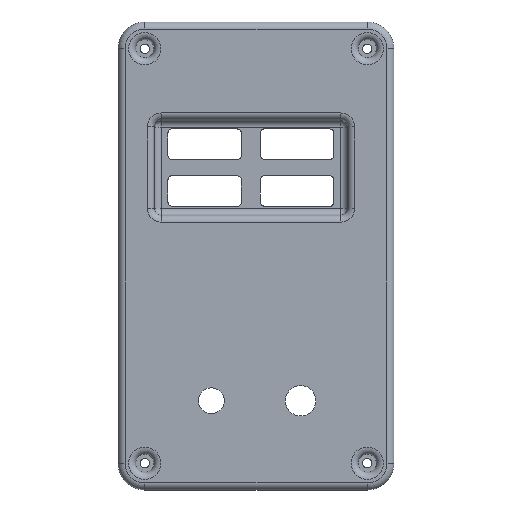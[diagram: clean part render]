
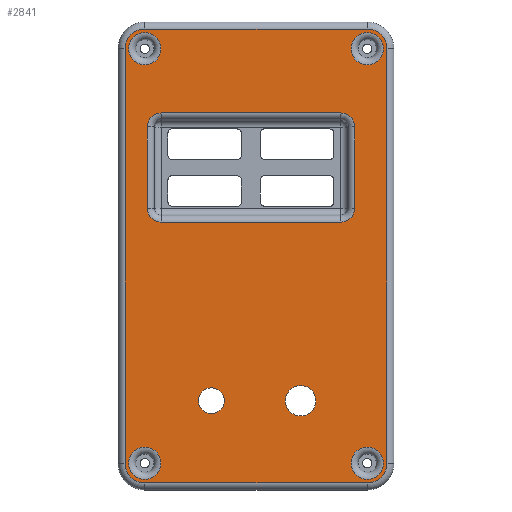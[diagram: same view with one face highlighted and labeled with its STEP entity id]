
A CAD part, top view. The second image highlights one B-rep face of the part: STEP entity #2841.
In plain terms, the highlighted planar face has unit normal (0, 0, 1).
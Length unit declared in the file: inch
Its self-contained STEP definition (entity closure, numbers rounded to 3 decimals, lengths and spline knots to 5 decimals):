
#134=FACE_BOUND('',#597,.T.);
#135=FACE_BOUND('',#598,.T.);
#136=FACE_BOUND('',#599,.T.);
#137=FACE_BOUND('',#600,.T.);
#138=FACE_BOUND('',#601,.T.);
#139=FACE_BOUND('',#602,.T.);
#140=FACE_BOUND('',#603,.T.);
#161=CIRCLE('',#3000,0.25591);
#162=CIRCLE('',#3002,0.21654);
#227=CIRCLE('',#3097,0.27165);
#231=CIRCLE('',#3102,0.33071);
#232=CIRCLE('',#3103,0.33071);
#233=CIRCLE('',#3104,0.33071);
#234=CIRCLE('',#3105,0.33071);
#235=CIRCLE('',#3106,0.27165);
#236=CIRCLE('',#3107,0.27165);
#237=CIRCLE('',#3108,0.23622);
#238=CIRCLE('',#3109,0.23622);
#239=CIRCLE('',#3110,0.23622);
#240=CIRCLE('',#3111,0.23622);
#241=CIRCLE('',#3112,0.27165);
#417=FACE_OUTER_BOUND('',#596,.T.);
#596=EDGE_LOOP('',(#2130,#2131,#2132,#2133,#2134,#2135,#2136,#2137));
#597=EDGE_LOOP('',(#2138));
#598=EDGE_LOOP('',(#2139));
#599=EDGE_LOOP('',(#2140));
#600=EDGE_LOOP('',(#2141));
#601=EDGE_LOOP('',(#2142,#2143,#2144,#2145,#2146,#2147,#2148,#2149));
#602=EDGE_LOOP('',(#2150));
#603=EDGE_LOOP('',(#2151));
#813=LINE('',#4724,#1035);
#814=LINE('',#4728,#1036);
#815=LINE('',#4732,#1037);
#816=LINE('',#4736,#1038);
#817=LINE('',#4746,#1039);
#818=LINE('',#4750,#1040);
#819=LINE('',#4754,#1041);
#820=LINE('',#4757,#1042);
#1035=VECTOR('',#3665,0.3937);
#1036=VECTOR('',#3668,0.3937);
#1037=VECTOR('',#3671,0.3937);
#1038=VECTOR('',#3674,0.3937);
#1039=VECTOR('',#3683,0.3937);
#1040=VECTOR('',#3686,0.3937);
#1041=VECTOR('',#3689,0.3937);
#1042=VECTOR('',#3692,0.3937);
#1211=VERTEX_POINT('',#4397);
#1212=VERTEX_POINT('',#4401);
#1275=VERTEX_POINT('',#4714);
#1278=VERTEX_POINT('',#4722);
#1279=VERTEX_POINT('',#4723);
#1280=VERTEX_POINT('',#4725);
#1281=VERTEX_POINT('',#4727);
#1282=VERTEX_POINT('',#4729);
#1283=VERTEX_POINT('',#4731);
#1284=VERTEX_POINT('',#4733);
#1285=VERTEX_POINT('',#4735);
#1286=VERTEX_POINT('',#4738);
#1287=VERTEX_POINT('',#4740);
#1288=VERTEX_POINT('',#4742);
#1289=VERTEX_POINT('',#4743);
#1290=VERTEX_POINT('',#4745);
#1291=VERTEX_POINT('',#4747);
#1292=VERTEX_POINT('',#4749);
#1293=VERTEX_POINT('',#4751);
#1294=VERTEX_POINT('',#4753);
#1295=VERTEX_POINT('',#4755);
#1296=VERTEX_POINT('',#4758);
#1487=EDGE_CURVE('',#1211,#1211,#161,.T.);
#1489=EDGE_CURVE('',#1212,#1212,#162,.T.);
#1589=EDGE_CURVE('',#1275,#1275,#227,.T.);
#1593=EDGE_CURVE('',#1278,#1279,#813,.T.);
#1594=EDGE_CURVE('',#1280,#1278,#231,.T.);
#1595=EDGE_CURVE('',#1281,#1280,#814,.T.);
#1596=EDGE_CURVE('',#1282,#1281,#232,.T.);
#1597=EDGE_CURVE('',#1283,#1282,#815,.T.);
#1598=EDGE_CURVE('',#1284,#1283,#233,.T.);
#1599=EDGE_CURVE('',#1285,#1284,#816,.T.);
#1600=EDGE_CURVE('',#1279,#1285,#234,.T.);
#1601=EDGE_CURVE('',#1286,#1286,#235,.T.);
#1602=EDGE_CURVE('',#1287,#1287,#236,.T.);
#1603=EDGE_CURVE('',#1288,#1289,#237,.T.);
#1604=EDGE_CURVE('',#1290,#1288,#817,.T.);
#1605=EDGE_CURVE('',#1291,#1290,#238,.T.);
#1606=EDGE_CURVE('',#1292,#1291,#818,.T.);
#1607=EDGE_CURVE('',#1293,#1292,#239,.T.);
#1608=EDGE_CURVE('',#1294,#1293,#819,.T.);
#1609=EDGE_CURVE('',#1295,#1294,#240,.T.);
#1610=EDGE_CURVE('',#1289,#1295,#820,.T.);
#1611=EDGE_CURVE('',#1296,#1296,#241,.T.);
#2130=ORIENTED_EDGE('',*,*,#1593,.F.);
#2131=ORIENTED_EDGE('',*,*,#1594,.F.);
#2132=ORIENTED_EDGE('',*,*,#1595,.F.);
#2133=ORIENTED_EDGE('',*,*,#1596,.F.);
#2134=ORIENTED_EDGE('',*,*,#1597,.F.);
#2135=ORIENTED_EDGE('',*,*,#1598,.F.);
#2136=ORIENTED_EDGE('',*,*,#1599,.F.);
#2137=ORIENTED_EDGE('',*,*,#1600,.F.);
#2138=ORIENTED_EDGE('',*,*,#1487,.T.);
#2139=ORIENTED_EDGE('',*,*,#1489,.T.);
#2140=ORIENTED_EDGE('',*,*,#1601,.F.);
#2141=ORIENTED_EDGE('',*,*,#1602,.F.);
#2142=ORIENTED_EDGE('',*,*,#1603,.F.);
#2143=ORIENTED_EDGE('',*,*,#1604,.F.);
#2144=ORIENTED_EDGE('',*,*,#1605,.F.);
#2145=ORIENTED_EDGE('',*,*,#1606,.F.);
#2146=ORIENTED_EDGE('',*,*,#1607,.F.);
#2147=ORIENTED_EDGE('',*,*,#1608,.F.);
#2148=ORIENTED_EDGE('',*,*,#1609,.F.);
#2149=ORIENTED_EDGE('',*,*,#1610,.F.);
#2150=ORIENTED_EDGE('',*,*,#1611,.F.);
#2151=ORIENTED_EDGE('',*,*,#1589,.F.);
#2746=PLANE('',#3101);
#2841=ADVANCED_FACE('',(#417,#134,#135,#136,#137,#138,#139,#140),#2746,
 .T.);
#3000=AXIS2_PLACEMENT_3D('',#4398,#3425,#3426);
#3002=AXIS2_PLACEMENT_3D('',#4402,#3430,#3431);
#3097=AXIS2_PLACEMENT_3D('',#4715,#3655,#3656);
#3101=AXIS2_PLACEMENT_3D('',#4721,#3663,#3664);
#3102=AXIS2_PLACEMENT_3D('',#4726,#3666,#3667);
#3103=AXIS2_PLACEMENT_3D('',#4730,#3669,#3670);
#3104=AXIS2_PLACEMENT_3D('',#4734,#3672,#3673);
#3105=AXIS2_PLACEMENT_3D('',#4737,#3675,#3676);
#3106=AXIS2_PLACEMENT_3D('',#4739,#3677,#3678);
#3107=AXIS2_PLACEMENT_3D('',#4741,#3679,#3680);
#3108=AXIS2_PLACEMENT_3D('',#4744,#3681,#3682);
#3109=AXIS2_PLACEMENT_3D('',#4748,#3684,#3685);
#3110=AXIS2_PLACEMENT_3D('',#4752,#3687,#3688);
#3111=AXIS2_PLACEMENT_3D('',#4756,#3690,#3691);
#3112=AXIS2_PLACEMENT_3D('',#4759,#3693,#3694);
#3425=DIRECTION('center_axis',(0.,0.,
-1.));
#3426=DIRECTION('ref_axis',(1.,0.,0.));
#3430=DIRECTION('center_axis',(0.,0.,
-1.));
#3431=DIRECTION('ref_axis',(1.,0.,0.));
#3655=DIRECTION('center_axis',(0.,0.,
1.));
#3656=DIRECTION('ref_axis',(-1.,0.,0.));
#3663=DIRECTION('center_axis',(0.,0.,
1.));
#3664=DIRECTION('ref_axis',(1.,0.,0.));
#3665=DIRECTION('',(0.,1.,0.));
#3666=DIRECTION('center_axis',(0.,0.,
-1.));
#3667=DIRECTION('ref_axis',(-0.707,-0.707,0.));
#3668=DIRECTION('',(-1.,0.,0.));
#3669=DIRECTION('center_axis',(0.,0.,
-1.));
#3670=DIRECTION('ref_axis',(0.707,-0.707,0.));
#3671=DIRECTION('',(0.,-1.,0.));
#3672=DIRECTION('center_axis',(0.,0.,
-1.));
#3673=DIRECTION('ref_axis',(0.707,0.707,0.));
#3674=DIRECTION('',(1.,0.,0.));
#3675=DIRECTION('center_axis',(0.,0.,
-1.));
#3676=DIRECTION('ref_axis',(-0.707,0.707,0.));
#3677=DIRECTION('center_axis',(0.,0.,
1.));
#3678=DIRECTION('ref_axis',(-1.,0.,0.));
#3679=DIRECTION('center_axis',(0.,0.,
1.));
#3680=DIRECTION('ref_axis',(-1.,0.,0.));
#3681=DIRECTION('center_axis',(0.,0.,
1.));
#3682=DIRECTION('ref_axis',(-0.707,-0.707,0.));
#3683=DIRECTION('',(0.,-1.,0.));
#3684=DIRECTION('center_axis',(0.,0.,
1.));
#3685=DIRECTION('ref_axis',(-0.707,0.707,0.));
#3686=DIRECTION('',(-1.,0.,0.));
#3687=DIRECTION('center_axis',(0.,0.,
1.));
#3688=DIRECTION('ref_axis',(0.707,0.707,0.));
#3689=DIRECTION('',(0.,1.,0.));
#3690=DIRECTION('center_axis',(0.,0.,
1.));
#3691=DIRECTION('ref_axis',(0.707,-0.707,0.));
#3692=DIRECTION('',(1.,0.,0.));
#3693=DIRECTION('center_axis',(0.,0.,
1.));
#3694=DIRECTION('ref_axis',(-1.,0.,0.));
#4397=CARTESIAN_POINT('',(0.49409,-2.43307,0.55118));
#4398=CARTESIAN_POINT('Origin',(0.75,-2.43307,0.55118));
#4401=CARTESIAN_POINT('',(-0.96654,-2.43307,0.55118));
#4402=CARTESIAN_POINT('Origin',(-0.75,-2.43307,0.55118));
#4714=CARTESIAN_POINT('',(-1.59843,3.48425,0.55118));
#4715=CARTESIAN_POINT('Origin',(-1.87008,3.48425,0.55118));
#4721=CARTESIAN_POINT('Origin',(0.,0.,
0.55118));
#4722=CARTESIAN_POINT('',(-2.20079,-3.48425,0.55118));
#4723=CARTESIAN_POINT('',(-2.20079,3.48425,0.55118));
#4724=CARTESIAN_POINT('',(-2.20079,1.74213,0.55118));
#4725=CARTESIAN_POINT('',(-1.87008,-3.81496,0.55118));
#4726=CARTESIAN_POINT('Origin',(-1.87008,-3.48425,0.55118));
#4727=CARTESIAN_POINT('',(1.87008,-3.81496,0.55118));
#4728=CARTESIAN_POINT('',(-0.93504,-3.81496,0.55118));
#4729=CARTESIAN_POINT('',(2.20079,-3.48425,0.55118));
#4730=CARTESIAN_POINT('Origin',(1.87008,-3.48425,0.55118));
#4731=CARTESIAN_POINT('',(2.20079,3.48425,0.55118));
#4732=CARTESIAN_POINT('',(2.20079,-1.74213,0.55118));
#4733=CARTESIAN_POINT('',(1.87008,3.81496,0.55118));
#4734=CARTESIAN_POINT('Origin',(1.87008,3.48425,0.55118));
#4735=CARTESIAN_POINT('',(-1.87008,3.81496,0.55118));
#4736=CARTESIAN_POINT('',(0.93504,3.81496,0.55118));
#4737=CARTESIAN_POINT('Origin',(-1.87008,3.48425,0.55118));
#4738=CARTESIAN_POINT('',(2.14173,3.48425,0.55118));
#4739=CARTESIAN_POINT('Origin',(1.87008,3.48425,0.55118));
#4740=CARTESIAN_POINT('',(2.14173,-3.48425,0.55118));
#4741=CARTESIAN_POINT('Origin',(1.87008,-3.48425,0.55118));
#4742=CARTESIAN_POINT('',(-1.82904,0.80441,0.55118));
#4743=CARTESIAN_POINT('',(-1.59281,0.56819,0.55118));
#4744=CARTESIAN_POINT('Origin',(-1.59281,0.80441,0.55118));
#4745=CARTESIAN_POINT('',(-1.82904,2.16819,0.55118));
#4746=CARTESIAN_POINT('',(-1.82904,0.34315,0.55118));
#4747=CARTESIAN_POINT('',(-1.59281,2.40441,0.55118));
#4748=CARTESIAN_POINT('Origin',(-1.59281,2.16819,0.55118));
#4749=CARTESIAN_POINT('',(1.42096,2.40441,0.55118));
#4750=CARTESIAN_POINT('',(-0.85546,2.40441,0.55118));
#4751=CARTESIAN_POINT('',(1.65719,2.16819,0.55118));
#4752=CARTESIAN_POINT('Origin',(1.42096,2.16819,0.55118));
#4753=CARTESIAN_POINT('',(1.65719,0.80441,0.55118));
#4754=CARTESIAN_POINT('',(1.65719,1.14315,0.55118));
#4755=CARTESIAN_POINT('',(1.42096,0.56819,0.55118));
#4756=CARTESIAN_POINT('Origin',(1.42096,0.80441,0.55118));
#4757=CARTESIAN_POINT('',(0.76954,0.56819,0.55118));
#4758=CARTESIAN_POINT('',(-1.59843,-3.48425,0.55118));
#4759=CARTESIAN_POINT('Origin',(-1.87008,-3.48425,0.55118));
